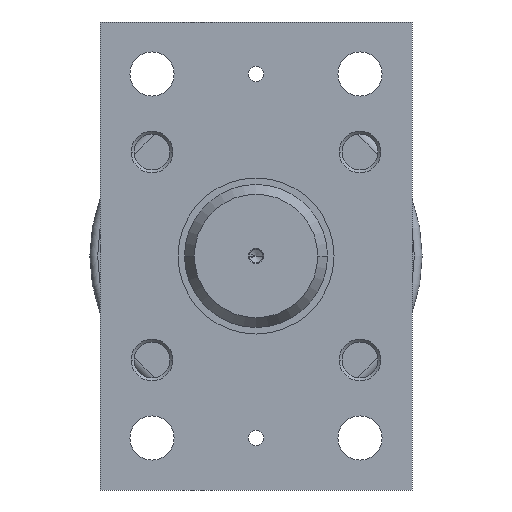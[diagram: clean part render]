
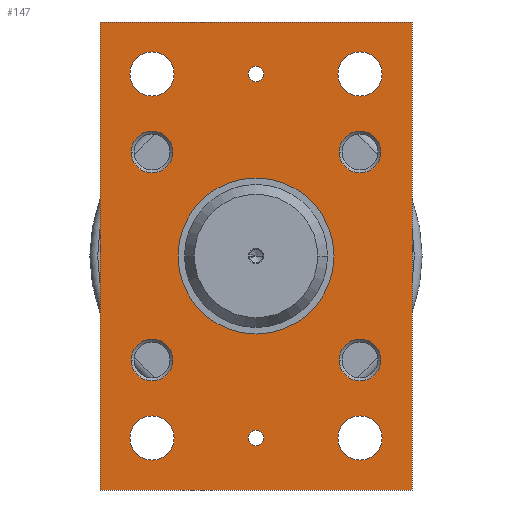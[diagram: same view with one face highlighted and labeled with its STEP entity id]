
A CAD part, left-side view. The second image highlights one B-rep face of the part: STEP entity #147.
In plain terms, the highlighted planar face has unit normal (-1, 0, 0).
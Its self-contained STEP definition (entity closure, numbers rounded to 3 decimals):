
#147=ADVANCED_FACE('',(#352,#353,#354,#355,#356,#357,#358,#359,#360,#361,#362,#363),#364,.F.);
#352=FACE_BOUND('',#618,.T.);
#353=FACE_BOUND('',#619,.T.);
#354=FACE_BOUND('',#620,.T.);
#355=FACE_BOUND('',#621,.T.);
#356=FACE_BOUND('',#622,.T.);
#357=FACE_BOUND('',#623,.T.);
#358=FACE_BOUND('',#624,.T.);
#359=FACE_BOUND('',#625,.T.);
#360=FACE_BOUND('',#626,.T.);
#361=FACE_BOUND('',#627,.T.);
#362=FACE_BOUND('',#628,.T.);
#363=FACE_OUTER_BOUND('',#629,.T.);
#364=PLANE('',#630);
#618=EDGE_LOOP('',(#1005,#1006));
#619=EDGE_LOOP('',(#1007,#1008));
#620=EDGE_LOOP('',(#1009,#1010));
#621=EDGE_LOOP('',(#1011,#1012));
#622=EDGE_LOOP('',(#1013,#1014));
#623=EDGE_LOOP('',(#1015,#1016));
#624=EDGE_LOOP('',(#1017,#1018));
#625=EDGE_LOOP('',(#1019,#1020));
#626=EDGE_LOOP('',(#1021,#1022));
#627=EDGE_LOOP('',(#1023,#1024));
#628=EDGE_LOOP('',(#1025,#1026));
#629=EDGE_LOOP('',(#1027,#1028,#1029,#1030));
#630=AXIS2_PLACEMENT_3D('',#1031,#1032,#1033);
#1005=ORIENTED_EDGE('',*,*,#1584,.T.);
#1006=ORIENTED_EDGE('',*,*,#1573,.T.);
#1007=ORIENTED_EDGE('',*,*,#1491,.T.);
#1008=ORIENTED_EDGE('',*,*,#1531,.T.);
#1009=ORIENTED_EDGE('',*,*,#1566,.T.);
#1010=ORIENTED_EDGE('',*,*,#1542,.T.);
#1011=ORIENTED_EDGE('',*,*,#1481,.T.);
#1012=ORIENTED_EDGE('',*,*,#1585,.T.);
#1013=ORIENTED_EDGE('',*,*,#1474,.T.);
#1014=ORIENTED_EDGE('',*,*,#1586,.T.);
#1015=ORIENTED_EDGE('',*,*,#1587,.T.);
#1016=ORIENTED_EDGE('',*,*,#1579,.T.);
#1017=ORIENTED_EDGE('',*,*,#1588,.T.);
#1018=ORIENTED_EDGE('',*,*,#1589,.T.);
#1019=ORIENTED_EDGE('',*,*,#1590,.T.);
#1020=ORIENTED_EDGE('',*,*,#1539,.T.);
#1021=ORIENTED_EDGE('',*,*,#1591,.T.);
#1022=ORIENTED_EDGE('',*,*,#1592,.T.);
#1023=ORIENTED_EDGE('',*,*,#1593,.T.);
#1024=ORIENTED_EDGE('',*,*,#1594,.T.);
#1025=ORIENTED_EDGE('',*,*,#1469,.T.);
#1026=ORIENTED_EDGE('',*,*,#1595,.T.);
#1027=ORIENTED_EDGE('',*,*,#1596,.T.);
#1028=ORIENTED_EDGE('',*,*,#1597,.T.);
#1029=ORIENTED_EDGE('',*,*,#1598,.T.);
#1030=ORIENTED_EDGE('',*,*,#1599,.T.);
#1031=CARTESIAN_POINT('',(-20.0,0.0,0.0));
#1032=DIRECTION('',(1.0,0.0,0.));
#1033=DIRECTION('',(0.,0.0,-1.0));
#1469=EDGE_CURVE('',#1729,#1727,#1730,.T.);
#1474=EDGE_CURVE('',#1738,#1736,#1739,.T.);
#1481=EDGE_CURVE('',#1745,#1749,#1751,.T.);
#1491=EDGE_CURVE('',#1763,#1767,#1769,.T.);
#1531=EDGE_CURVE('',#1767,#1763,#1837,.T.);
#1539=EDGE_CURVE('',#1843,#1845,#1847,.T.);
#1542=EDGE_CURVE('',#1852,#1850,#1853,.T.);
#1566=EDGE_CURVE('',#1850,#1852,#1891,.T.);
#1573=EDGE_CURVE('',#1902,#1900,#1903,.T.);
#1579=EDGE_CURVE('',#1908,#1910,#1912,.T.);
#1584=EDGE_CURVE('',#1900,#1902,#1917,.T.);
#1585=EDGE_CURVE('',#1749,#1745,#1918,.T.);
#1586=EDGE_CURVE('',#1736,#1738,#1919,.T.);
#1587=EDGE_CURVE('',#1910,#1908,#1920,.T.);
#1588=EDGE_CURVE('',#1921,#1922,#1923,.T.);
#1589=EDGE_CURVE('',#1922,#1921,#1924,.T.);
#1590=EDGE_CURVE('',#1845,#1843,#1925,.T.);
#1591=EDGE_CURVE('',#1926,#1927,#1928,.T.);
#1592=EDGE_CURVE('',#1927,#1926,#1929,.T.);
#1593=EDGE_CURVE('',#1930,#1931,#1932,.T.);
#1594=EDGE_CURVE('',#1931,#1930,#1933,.T.);
#1595=EDGE_CURVE('',#1727,#1729,#1934,.T.);
#1596=EDGE_CURVE('',#1935,#1936,#1937,.T.);
#1597=EDGE_CURVE('',#1936,#1938,#1939,.T.);
#1598=EDGE_CURVE('',#1938,#1940,#1941,.T.);
#1599=EDGE_CURVE('',#1940,#1935,#1942,.T.);
#1727=VERTEX_POINT('',#2099);
#1729=VERTEX_POINT('',#2102);
#1730=CIRCLE('',#2103,30.0);
#1736=VERTEX_POINT('',#2110);
#1738=VERTEX_POINT('',#2113);
#1739=CIRCLE('',#2114,3.0);
#1745=VERTEX_POINT('',#2121);
#1749=VERTEX_POINT('',#2126);
#1751=CIRCLE('',#2129,8.0);
#1763=VERTEX_POINT('',#2143);
#1767=VERTEX_POINT('',#2148);
#1769=CIRCLE('',#2151,8.0);
#1837=CIRCLE('',#2229,8.0);
#1843=VERTEX_POINT('',#2235);
#1845=VERTEX_POINT('',#2238);
#1847=CIRCLE('',#2241,8.5);
#1850=VERTEX_POINT('',#2244);
#1852=VERTEX_POINT('',#2247);
#1853=CIRCLE('',#2248,8.0);
#1891=CIRCLE('',#2295,8.0);
#1900=VERTEX_POINT('',#2306);
#1902=VERTEX_POINT('',#2309);
#1903=CIRCLE('',#2310,8.0);
#1908=VERTEX_POINT('',#2316);
#1910=VERTEX_POINT('',#2319);
#1912=CIRCLE('',#2322,3.0);
#1917=CIRCLE('',#2327,8.0);
#1918=CIRCLE('',#2328,8.0);
#1919=CIRCLE('',#2329,3.0);
#1920=CIRCLE('',#2330,3.0);
#1921=VERTEX_POINT('',#2331);
#1922=VERTEX_POINT('',#2332);
#1923=CIRCLE('',#2333,8.5);
#1924=CIRCLE('',#2334,8.5);
#1925=CIRCLE('',#2335,8.5);
#1926=VERTEX_POINT('',#2336);
#1927=VERTEX_POINT('',#2337);
#1928=CIRCLE('',#2338,8.5);
#1929=CIRCLE('',#2339,8.5);
#1930=VERTEX_POINT('',#2340);
#1931=VERTEX_POINT('',#2341);
#1932=CIRCLE('',#2342,8.5);
#1933=CIRCLE('',#2343,8.5);
#1934=CIRCLE('',#2344,30.0);
#1935=VERTEX_POINT('',#2345);
#1936=VERTEX_POINT('',#2346);
#1937=LINE('',#2347,#2348);
#1938=VERTEX_POINT('',#2349);
#1939=LINE('',#2350,#2351);
#1940=VERTEX_POINT('',#2352);
#1941=LINE('',#2353,#2354);
#1942=LINE('',#2355,#2356);
#2099=CARTESIAN_POINT('',(-20.0,0.,-30.0));
#2102=CARTESIAN_POINT('',(-20.0,0.,30.0));
#2103=AXIS2_PLACEMENT_3D('',#2542,#2543,#2544);
#2110=CARTESIAN_POINT('',(-20.0,0.,-73.0));
#2113=CARTESIAN_POINT('',(-20.0,0.,-67.0));
#2114=AXIS2_PLACEMENT_3D('',#2550,#2551,#2552);
#2121=CARTESIAN_POINT('',(-20.0,-32.0,40.0));
#2126=CARTESIAN_POINT('',(-20.0,-48.0,40.0));
#2129=AXIS2_PLACEMENT_3D('',#2562,#2563,#2564);
#2143=CARTESIAN_POINT('',(-20.0,-32.0,-40.0));
#2148=CARTESIAN_POINT('',(-20.0,-48.0,-40.0));
#2151=AXIS2_PLACEMENT_3D('',#2578,#2579,#2580);
#2229=AXIS2_PLACEMENT_3D('',#2663,#2664,#2665);
#2235=CARTESIAN_POINT('',(-20.0,-40.0,-78.5));
#2238=CARTESIAN_POINT('',(-20.0,-40.0,-61.5));
#2241=AXIS2_PLACEMENT_3D('',#2677,#2678,#2679);
#2244=CARTESIAN_POINT('',(-20.0,48.0,40.0));
#2247=CARTESIAN_POINT('',(-20.0,32.0,40.0));
#2248=AXIS2_PLACEMENT_3D('',#2681,#2682,#2683);
#2295=AXIS2_PLACEMENT_3D('',#2720,#2721,#2722);
#2306=CARTESIAN_POINT('',(-20.0,48.0,-40.0));
#2309=CARTESIAN_POINT('',(-20.0,32.0,-40.0));
#2310=AXIS2_PLACEMENT_3D('',#2729,#2730,#2731);
#2316=CARTESIAN_POINT('',(-20.0,0.,67.0));
#2319=CARTESIAN_POINT('',(-20.0,0.,73.0));
#2322=AXIS2_PLACEMENT_3D('',#2738,#2739,#2740);
#2327=AXIS2_PLACEMENT_3D('',#2744,#2745,#2746);
#2328=AXIS2_PLACEMENT_3D('',#2747,#2748,#2749);
#2329=AXIS2_PLACEMENT_3D('',#2750,#2751,#2752);
#2330=AXIS2_PLACEMENT_3D('',#2753,#2754,#2755);
#2331=CARTESIAN_POINT('',(-20.0,40.0,-61.5));
#2332=CARTESIAN_POINT('',(-20.0,40.0,-78.5));
#2333=AXIS2_PLACEMENT_3D('',#2756,#2757,#2758);
#2334=AXIS2_PLACEMENT_3D('',#2759,#2760,#2761);
#2335=AXIS2_PLACEMENT_3D('',#2762,#2763,#2764);
#2336=CARTESIAN_POINT('',(-20.0,40.0,78.5));
#2337=CARTESIAN_POINT('',(-20.0,40.0,61.5));
#2338=AXIS2_PLACEMENT_3D('',#2765,#2766,#2767);
#2339=AXIS2_PLACEMENT_3D('',#2768,#2769,#2770);
#2340=CARTESIAN_POINT('',(-20.0,-40.0,78.5));
#2341=CARTESIAN_POINT('',(-20.0,-40.0,61.5));
#2342=AXIS2_PLACEMENT_3D('',#2771,#2772,#2773);
#2343=AXIS2_PLACEMENT_3D('',#2774,#2775,#2776);
#2344=AXIS2_PLACEMENT_3D('',#2777,#2778,#2779);
#2345=CARTESIAN_POINT('',(-20.0,60.0,-90.0));
#2346=CARTESIAN_POINT('',(-20.0,-60.0,-90.0));
#2347=CARTESIAN_POINT('',(-20.0,0.0,-90.0));
#2348=VECTOR('',#2780,1.0);
#2349=CARTESIAN_POINT('',(-20.0,-60.0,90.0));
#2350=CARTESIAN_POINT('',(-20.0,-60.0,0.0));
#2351=VECTOR('',#2781,1.0);
#2352=CARTESIAN_POINT('',(-20.0,60.0,90.0));
#2353=CARTESIAN_POINT('',(-20.0,0.0,90.0));
#2354=VECTOR('',#2782,1.0);
#2355=CARTESIAN_POINT('',(-20.0,60.0,0.0));
#2356=VECTOR('',#2783,1.0);
#2542=CARTESIAN_POINT('',(-20.0,0.0,0.0));
#2543=DIRECTION('',(1.0,0.0,0.));
#2544=DIRECTION('',(0.,0.0,-1.0));
#2550=CARTESIAN_POINT('',(-20.0,0.0,-70.0));
#2551=DIRECTION('',(1.0,0.0,0.));
#2552=DIRECTION('',(0.,0.0,-1.0));
#2562=CARTESIAN_POINT('',(-20.0,-40.0,40.0));
#2563=DIRECTION('',(1.0,-0.0,0.));
#2564=DIRECTION('',(0.0,1.0,0.0));
#2578=CARTESIAN_POINT('',(-20.0,-40.0,-40.0));
#2579=DIRECTION('',(1.0,-0.0,0.));
#2580=DIRECTION('',(0.0,1.0,0.0));
#2663=CARTESIAN_POINT('',(-20.0,-40.0,-40.0));
#2664=DIRECTION('',(1.0,-0.0,0.));
#2665=DIRECTION('',(0.0,1.0,0.0));
#2677=CARTESIAN_POINT('',(-20.0,-40.0,-70.0));
#2678=DIRECTION('',(1.0,0.0,0.));
#2679=DIRECTION('',(0.,0.0,-1.0));
#2681=CARTESIAN_POINT('',(-20.0,40.0,40.0));
#2682=DIRECTION('',(1.0,-0.0,0.));
#2683=DIRECTION('',(0.0,1.0,0.0));
#2720=CARTESIAN_POINT('',(-20.0,40.0,40.0));
#2721=DIRECTION('',(1.0,-0.0,0.));
#2722=DIRECTION('',(0.0,1.0,0.0));
#2729=CARTESIAN_POINT('',(-20.0,40.0,-40.0));
#2730=DIRECTION('',(1.0,-0.0,0.));
#2731=DIRECTION('',(0.0,1.0,0.0));
#2738=CARTESIAN_POINT('',(-20.0,0.0,70.0));
#2739=DIRECTION('',(1.0,0.0,0.));
#2740=DIRECTION('',(0.,0.0,-1.0));
#2744=CARTESIAN_POINT('',(-20.0,40.0,-40.0));
#2745=DIRECTION('',(1.0,-0.0,0.));
#2746=DIRECTION('',(0.0,1.0,0.0));
#2747=CARTESIAN_POINT('',(-20.0,-40.0,40.0));
#2748=DIRECTION('',(1.0,-0.0,0.));
#2749=DIRECTION('',(0.0,1.0,0.0));
#2750=CARTESIAN_POINT('',(-20.0,0.0,-70.0));
#2751=DIRECTION('',(1.0,0.0,0.));
#2752=DIRECTION('',(0.,0.0,-1.0));
#2753=CARTESIAN_POINT('',(-20.0,0.0,70.0));
#2754=DIRECTION('',(1.0,0.0,0.));
#2755=DIRECTION('',(0.,0.0,-1.0));
#2756=CARTESIAN_POINT('',(-20.0,40.0,-70.0));
#2757=DIRECTION('',(1.0,0.0,0.));
#2758=DIRECTION('',(0.,0.0,-1.0));
#2759=CARTESIAN_POINT('',(-20.0,40.0,-70.0));
#2760=DIRECTION('',(1.0,0.0,0.));
#2761=DIRECTION('',(0.,0.0,-1.0));
#2762=CARTESIAN_POINT('',(-20.0,-40.0,-70.0));
#2763=DIRECTION('',(1.0,0.0,0.));
#2764=DIRECTION('',(0.,0.0,-1.0));
#2765=CARTESIAN_POINT('',(-20.0,40.0,70.0));
#2766=DIRECTION('',(1.0,0.0,0.));
#2767=DIRECTION('',(0.,0.0,-1.0));
#2768=CARTESIAN_POINT('',(-20.0,40.0,70.0));
#2769=DIRECTION('',(1.0,0.0,0.));
#2770=DIRECTION('',(0.,0.0,-1.0));
#2771=CARTESIAN_POINT('',(-20.0,-40.0,70.0));
#2772=DIRECTION('',(1.0,0.0,0.));
#2773=DIRECTION('',(0.,0.0,-1.0));
#2774=CARTESIAN_POINT('',(-20.0,-40.0,70.0));
#2775=DIRECTION('',(1.0,0.0,0.));
#2776=DIRECTION('',(0.,0.0,-1.0));
#2777=CARTESIAN_POINT('',(-20.0,0.0,0.0));
#2778=DIRECTION('',(1.0,0.0,0.));
#2779=DIRECTION('',(0.,0.0,-1.0));
#2780=DIRECTION('',(0.0,-1.0,0.0));
#2781=DIRECTION('',(0.,0.0,1.0));
#2782=DIRECTION('',(0.0,1.0,0.0));
#2783=DIRECTION('',(0.,0.0,-1.0));
